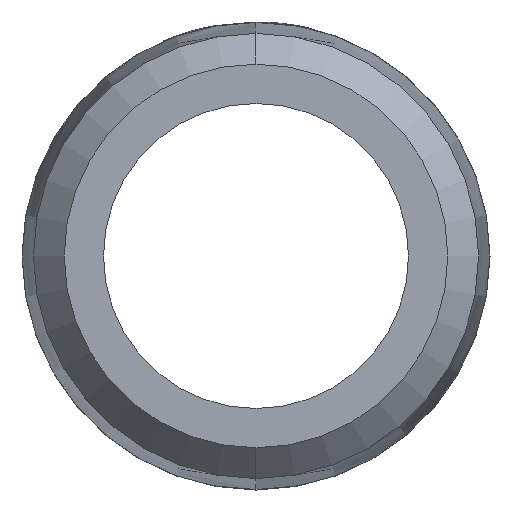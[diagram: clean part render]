
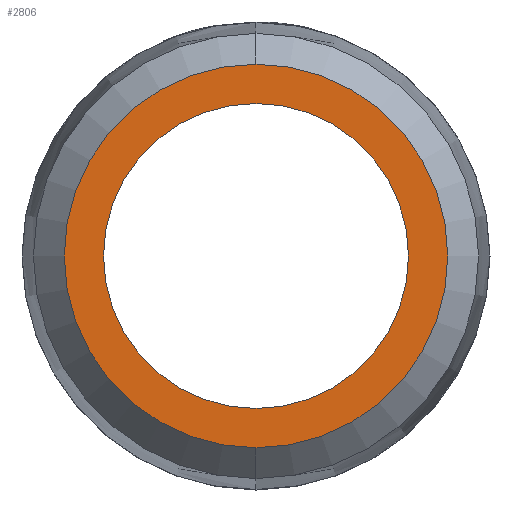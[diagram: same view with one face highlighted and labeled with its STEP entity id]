
A CAD part, left-side view. The second image highlights one B-rep face of the part: STEP entity #2806.
In plain terms, the highlighted planar face has unit normal (-1, 0, 0).
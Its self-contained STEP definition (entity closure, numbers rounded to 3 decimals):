
#11 = EDGE_CURVE ( 'NONE', #10472, #11122, #450, .T. ) ;
#194 = CARTESIAN_POINT ( 'NONE',  ( -20., 0., -5.532 ) ) ;
#332 = DIRECTION ( 'NONE',  ( 0., 0., 1. ) ) ;
#450 = CIRCLE ( 'NONE', #9129, 4.4 ) ;
#1214 = EDGE_CURVE ( 'NONE', #8943, #9618, #12307, .T. ) ;
#1333 = EDGE_CURVE ( 'NONE', #9618, #8943, #2389, .T. ) ;
#2138 = PLANE ( 'NONE',  #8454 ) ;
#2389 = CIRCLE ( 'NONE', #11530, 5.532 ) ;
#2514 = DIRECTION ( 'NONE',  ( 0., 0., 1. ) ) ;
#2589 = CARTESIAN_POINT ( 'NONE',  ( -20., 0., 0. ) ) ;
#2806 = ADVANCED_FACE ( 'NONE', ( #8153, #13360 ), #2138, .F. ) ;
#3116 = CARTESIAN_POINT ( 'NONE',  ( -20., 4.4, 0. ) ) ;
#3609 = CIRCLE ( 'NONE', #8693, 4.4 ) ;
#3711 = ORIENTED_EDGE ( 'NONE', *, *, #11, .F. ) ;
#4876 = DIRECTION ( 'NONE',  ( -1., 0., 0. ) ) ;
#5725 = DIRECTION ( 'NONE',  ( -1., 0., 0. ) ) ;
#6032 = ORIENTED_EDGE ( 'NONE', *, *, #1214, .T. ) ;
#8010 = EDGE_CURVE ( 'NONE', #11122, #10472, #3609, .T. ) ;
#8153 = FACE_BOUND ( 'NONE', #13229, .T. ) ;
#8454 = AXIS2_PLACEMENT_3D ( 'NONE', #3116, #14570, #11082 ) ;
#8693 = AXIS2_PLACEMENT_3D ( 'NONE', #11353, #5725, #14634 ) ;
#8774 = ORIENTED_EDGE ( 'NONE', *, *, #8010, .F. ) ;
#8943 = VERTEX_POINT ( 'NONE', #194 ) ;
#9129 = AXIS2_PLACEMENT_3D ( 'NONE', #2589, #4876, #12963 ) ;
#9292 = CARTESIAN_POINT ( 'NONE',  ( -20., 0., 0. ) ) ;
#9618 = VERTEX_POINT ( 'NONE', #10095 ) ;
#9692 = CARTESIAN_POINT ( 'NONE',  ( -20., 0., 4.4 ) ) ;
#10095 = CARTESIAN_POINT ( 'NONE',  ( -20., 0., 5.532 ) ) ;
#10472 = VERTEX_POINT ( 'NONE', #13247 ) ;
#10736 = AXIS2_PLACEMENT_3D ( 'NONE', #12884, #11681, #332 ) ;
#11082 = DIRECTION ( 'NONE',  ( 0., 0., -1. ) ) ;
#11122 = VERTEX_POINT ( 'NONE', #9692 ) ;
#11289 = ORIENTED_EDGE ( 'NONE', *, *, #1333, .T. ) ;
#11353 = CARTESIAN_POINT ( 'NONE',  ( -20., 0., 0. ) ) ;
#11530 = AXIS2_PLACEMENT_3D ( 'NONE', #9292, #12737, #2514 ) ;
#11681 = DIRECTION ( 'NONE',  ( -1., 0., 0. ) ) ;
#12307 = CIRCLE ( 'NONE', #10736, 5.532 ) ;
#12737 = DIRECTION ( 'NONE',  ( -1., 0., 0. ) ) ;
#12884 = CARTESIAN_POINT ( 'NONE',  ( -20., 0., 0. ) ) ;
#12963 = DIRECTION ( 'NONE',  ( 0., 0., 1. ) ) ;
#13229 = EDGE_LOOP ( 'NONE', ( #8774, #3711 ) ) ;
#13247 = CARTESIAN_POINT ( 'NONE',  ( -20., 0., -4.4 ) ) ;
#13360 = FACE_OUTER_BOUND ( 'NONE', #13446, .T. ) ;
#13446 = EDGE_LOOP ( 'NONE', ( #6032, #11289 ) ) ;
#14570 = DIRECTION ( 'NONE',  ( 1., 0., 0. ) ) ;
#14634 = DIRECTION ( 'NONE',  ( 0., 0., 1. ) ) ;
